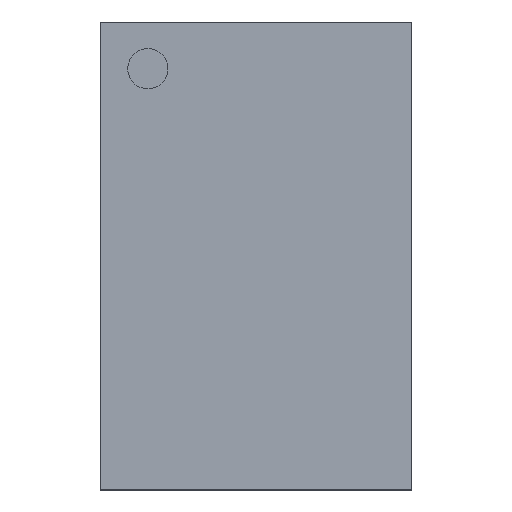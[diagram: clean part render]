
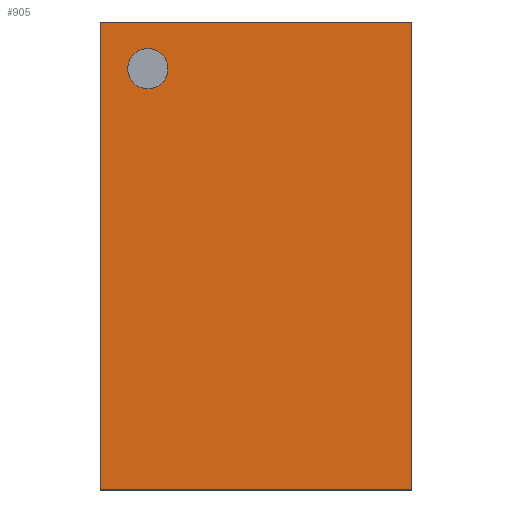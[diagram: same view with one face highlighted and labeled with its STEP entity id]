
A CAD part, top view. The second image highlights one B-rep face of the part: STEP entity #905.
In plain terms, the highlighted planar face has unit normal (0, 0, 1).
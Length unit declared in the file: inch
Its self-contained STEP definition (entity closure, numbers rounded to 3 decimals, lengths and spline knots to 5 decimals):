
#48=LINE('',#1391,#155);
#50=LINE('',#1395,#157);
#52=LINE('',#1399,#159);
#54=LINE('',#1402,#161);
#155=VECTOR('',#1108,0.3937);
#157=VECTOR('',#1112,0.3937);
#159=VECTOR('',#1116,0.3937);
#161=VECTOR('',#1120,0.3937);
#234=PLANE('',#989);
#283=FACE_BOUND('',#356,.T.);
#291=FACE_OUTER_BOUND('',#355,.T.);
#355=EDGE_LOOP('',(#690,#691,#692,#693));
#356=EDGE_LOOP('',(#694));
#404=CIRCLE('',#974,0.00507);
#422=VERTEX_POINT('',#1301);
#464=VERTEX_POINT('',#1388);
#465=VERTEX_POINT('',#1390);
#466=VERTEX_POINT('',#1394);
#467=VERTEX_POINT('',#1398);
#506=EDGE_CURVE('',#422,#422,#404,.T.);
#549=EDGE_CURVE('',#465,#464,#48,.T.);
#551=EDGE_CURVE('',#466,#465,#50,.T.);
#553=EDGE_CURVE('',#467,#466,#52,.T.);
#555=EDGE_CURVE('',#464,#467,#54,.T.);
#690=ORIENTED_EDGE('',*,*,#555,.T.);
#691=ORIENTED_EDGE('',*,*,#553,.T.);
#692=ORIENTED_EDGE('',*,*,#551,.T.);
#693=ORIENTED_EDGE('',*,*,#549,.T.);
#694=ORIENTED_EDGE('',*,*,#506,.T.);
#905=ADVANCED_FACE('',(#291,#283),#234,.T.);
#974=AXIS2_PLACEMENT_3D('',#1302,#1050,#1051);
#989=AXIS2_PLACEMENT_3D('',#1403,#1121,#1122);
#1050=DIRECTION('center_axis',(0.,0.,-1.));
#1051=DIRECTION('ref_axis',(-1.,0.,0.));
#1108=DIRECTION('',(0.,1.,0.));
#1112=DIRECTION('',(1.,0.,0.));
#1116=DIRECTION('',(0.,-1.,0.));
#1120=DIRECTION('',(-1.,0.,0.));
#1121=DIRECTION('center_axis',(0.,0.,1.));
#1122=DIRECTION('ref_axis',(1.,0.,0.));
#1301=CARTESIAN_POINT('',(-0.02222,0.04725,0.02165));
#1302=CARTESIAN_POINT('Origin',(-0.02729,0.04725,
0.02165));
#1388=CARTESIAN_POINT('',(0.03937,0.05906,0.02165));
#1390=CARTESIAN_POINT('',(0.03937,-0.05906,0.02165));
#1391=CARTESIAN_POINT('',(0.03937,-0.05906,0.02165));
#1394=CARTESIAN_POINT('',(-0.03937,-0.05906,0.02165));
#1395=CARTESIAN_POINT('',(-0.03937,-0.05906,0.02165));
#1398=CARTESIAN_POINT('',(-0.03937,0.05906,0.02165));
#1399=CARTESIAN_POINT('',(-0.03937,0.05906,0.02165));
#1402=CARTESIAN_POINT('',(0.03937,0.05906,0.02165));
#1403=CARTESIAN_POINT('Origin',(0.,0.,0.02165));
